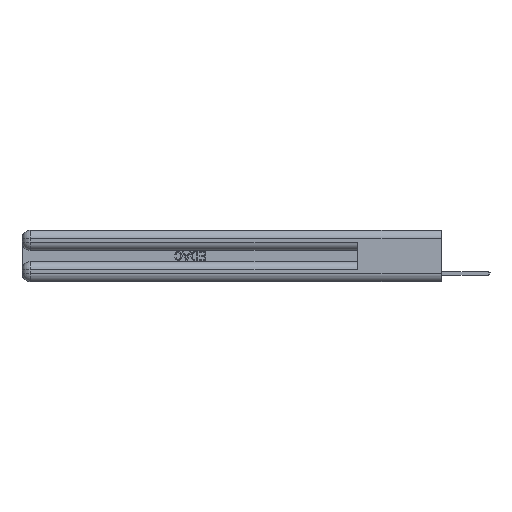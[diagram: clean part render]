
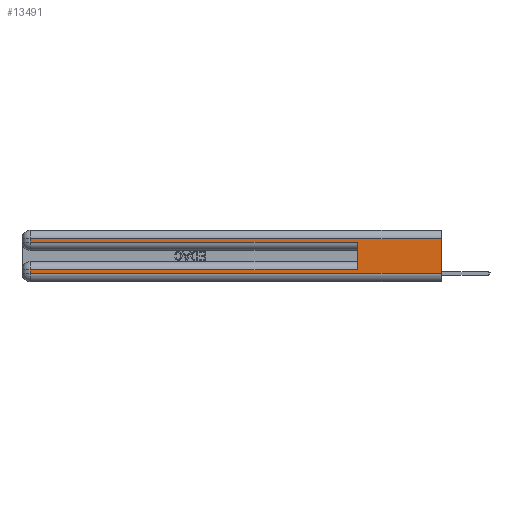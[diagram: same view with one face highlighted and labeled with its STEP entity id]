
A CAD part, left-side view. The second image highlights one B-rep face of the part: STEP entity #13491.
In plain terms, the highlighted planar face has unit normal (-1, 0, 0).
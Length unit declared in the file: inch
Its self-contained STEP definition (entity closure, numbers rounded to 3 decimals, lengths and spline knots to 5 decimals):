
#83 = VECTOR ( 'NONE', #19203, 39.37008 ) ;
#170 = ORIENTED_EDGE ( 'NONE', *, *, #15046, .T. ) ;
#178 = PLANE ( 'NONE',  #29137 ) ;
#591 = VECTOR ( 'NONE', #6491, 39.37008 ) ;
#678 = CARTESIAN_POINT ( 'NONE',  ( 0., 0., 0.06 ) ) ;
#1563 = EDGE_CURVE ( 'NONE', #17198, #23488, #25896, .T. ) ;
#1625 = ORIENTED_EDGE ( 'NONE', *, *, #1563, .T. ) ;
#1715 = CARTESIAN_POINT ( 'NONE',  ( 0., 2.94, 0.37 ) ) ;
#1733 = VERTEX_POINT ( 'NONE', #24167 ) ;
#3586 = EDGE_CURVE ( 'NONE', #25802, #13019, #8158, .T. ) ;
#4159 = VECTOR ( 'NONE', #7810, 39.37008 ) ;
#4370 = LINE ( 'NONE', #29230, #8836 ) ;
#4575 = ORIENTED_EDGE ( 'NONE', *, *, #25862, .T. ) ;
#4846 = DIRECTION ( 'NONE',  ( 1., 0., 0. ) ) ;
#6245 = EDGE_CURVE ( 'NONE', #21888, #22795, #28667, .T. ) ;
#6491 = DIRECTION ( 'NONE',  ( 0., 0., -1. ) ) ;
#7074 = FACE_OUTER_BOUND ( 'NONE', #12351, .T. ) ;
#7810 = DIRECTION ( 'NONE',  ( 0., 1., 0. ) ) ;
#8019 = EDGE_CURVE ( 'NONE', #22795, #1733, #13071, .T. ) ;
#8158 = LINE ( 'NONE', #24331, #16893 ) ;
#8408 = CARTESIAN_POINT ( 'NONE',  ( 0., 0., 0.085 ) ) ;
#8836 = VECTOR ( 'NONE', #20119, 39.37008 ) ;
#8846 = VECTOR ( 'NONE', #16710, 39.37008 ) ;
#8913 = ORIENTED_EDGE ( 'NONE', *, *, #6245, .T. ) ;
#10543 = CARTESIAN_POINT ( 'NONE',  ( 0., 0.6, 0.085 ) ) ;
#11058 = EDGE_CURVE ( 'NONE', #21888, #13468, #4370, .T. ) ;
#12351 = EDGE_LOOP ( 'NONE', ( #13576, #8913, #18730, #4575, #26804, #19134, #1625, #170 ) ) ;
#12947 = DIRECTION ( 'NONE',  ( 0., -1., 0. ) ) ;
#13019 = VERTEX_POINT ( 'NONE', #20691 ) ;
#13071 = LINE ( 'NONE', #1715, #591 ) ;
#13468 = VERTEX_POINT ( 'NONE', #20616 ) ;
#13491 = ADVANCED_FACE ( 'NONE', ( #7074 ), #178, .F. ) ;
#13576 = ORIENTED_EDGE ( 'NONE', *, *, #11058, .F. ) ;
#14051 = EDGE_CURVE ( 'NONE', #25802, #17198, #19843, .T. ) ;
#14088 = DIRECTION ( 'NONE',  ( 0., 0., -1. ) ) ;
#14151 = LINE ( 'NONE', #678, #22359 ) ;
#14456 = VECTOR ( 'NONE', #12947, 39.37008 ) ;
#15046 = EDGE_CURVE ( 'NONE', #23488, #13468, #14151, .T. ) ;
#15148 = DIRECTION ( 'NONE',  ( 0., -1., 0. ) ) ;
#16710 = DIRECTION ( 'NONE',  ( 0., 1., 0. ) ) ;
#16893 = VECTOR ( 'NONE', #17321, 39.37008 ) ;
#17198 = VERTEX_POINT ( 'NONE', #18115 ) ;
#17321 = DIRECTION ( 'NONE',  ( 0., 0., 1. ) ) ;
#18115 = CARTESIAN_POINT ( 'NONE',  ( 0., 2.94, 0.085 ) ) ;
#18730 = ORIENTED_EDGE ( 'NONE', *, *, #8019, .T. ) ;
#19134 = ORIENTED_EDGE ( 'NONE', *, *, #14051, .T. ) ;
#19203 = DIRECTION ( 'NONE',  ( 0., 0., -1. ) ) ;
#19557 = CARTESIAN_POINT ( 'NONE',  ( 0., 0., 0.31 ) ) ;
#19843 = LINE ( 'NONE', #8408, #4159 ) ;
#20119 = DIRECTION ( 'NONE',  ( 0., 0., -1. ) ) ;
#20616 = CARTESIAN_POINT ( 'NONE',  ( 0., 0., 0.06 ) ) ;
#20691 = CARTESIAN_POINT ( 'NONE',  ( 0., 0.6, 0.285 ) ) ;
#20999 = CARTESIAN_POINT ( 'NONE',  ( 0., 0., 0.31 ) ) ;
#21888 = VERTEX_POINT ( 'NONE', #20999 ) ;
#22359 = VECTOR ( 'NONE', #15148, 39.37008 ) ;
#22795 = VERTEX_POINT ( 'NONE', #25699 ) ;
#23145 = CARTESIAN_POINT ( 'NONE',  ( 0., 2.94, 0.37 ) ) ;
#23488 = VERTEX_POINT ( 'NONE', #28174 ) ;
#24167 = CARTESIAN_POINT ( 'NONE',  ( 0., 2.94, 0.285 ) ) ;
#24331 = CARTESIAN_POINT ( 'NONE',  ( 0., 0.6, 0.145 ) ) ;
#25699 = CARTESIAN_POINT ( 'NONE',  ( 0., 2.94, 0.31 ) ) ;
#25802 = VERTEX_POINT ( 'NONE', #10543 ) ;
#25862 = EDGE_CURVE ( 'NONE', #1733, #13019, #27182, .T. ) ;
#25896 = LINE ( 'NONE', #23145, #83 ) ;
#25907 = CARTESIAN_POINT ( 'NONE',  ( 0., 0., 0.37 ) ) ;
#26804 = ORIENTED_EDGE ( 'NONE', *, *, #3586, .F. ) ;
#27182 = LINE ( 'NONE', #28975, #14456 ) ;
#28174 = CARTESIAN_POINT ( 'NONE',  ( 0., 2.94, 0.06 ) ) ;
#28667 = LINE ( 'NONE', #19557, #8846 ) ;
#28975 = CARTESIAN_POINT ( 'NONE',  ( 0., 0., 0.285 ) ) ;
#29137 = AXIS2_PLACEMENT_3D ( 'NONE', #25907, #4846, #14088 ) ;
#29230 = CARTESIAN_POINT ( 'NONE',  ( 0., 0., 0.37 ) ) ;
